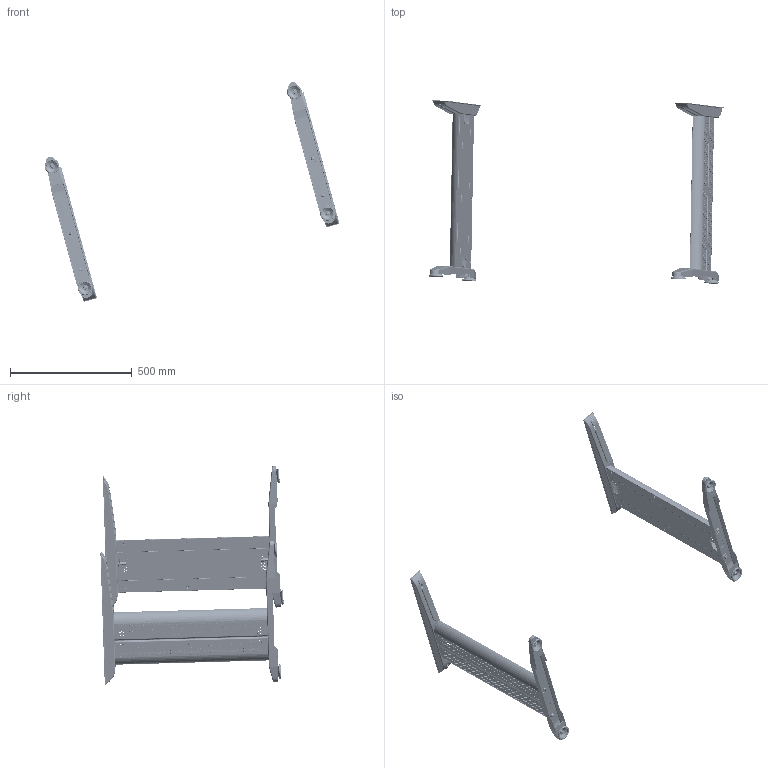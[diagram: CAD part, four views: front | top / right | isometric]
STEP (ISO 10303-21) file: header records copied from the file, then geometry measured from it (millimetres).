
FILE_DESCRIPTION(/* description */ (''),/* implementation_level */ '2;1');
FILE_NAME(/* name */ 'SB-A60X72-80.stp',/* time_stamp */ '2021-10-21T14:39:08+02:00',/* author */ ('SławomirO'),/* organization */ (''),/* preprocessor_version */ 'ST-DEVELOPER v18.1',/* originating_system */ 'Autodesk Inventor 2021',/* authorisation */ '');
FILE_SCHEMA (('AUTOMOTIVE_DESIGN { 1 0 10303 214 3 1 1 }'));
Products named in the file (9): SB-A60X72-80; SB-A60X72-80_L; SB-A60X72-80_R; SB-A60X72-80_1; SB-A60X72-80_2; SB-A60X72-80_3; ANSI B18.3.4M - M8 x 1.25 x 25, FHSBHCSM; ANSI B18.3.4M - M8 x 1.25 x 20, FHSBHCSM; ANSI B18.22M - 8 N
Assembly tree (32 placements, depth 3):
  SB-A60X72-80
    SB-A60X72-80_L
      SB-A60X72-80_1
      SB-A60X72-80_2
      ANSI B18.3.4M - M8 x 1.25 x 25, FHSBHCSM  x4
      ANSI B18.22M - 8 N  x6
      ANSI B18.3.4M - M8 x 1.25 x 20, FHSBHCSM  x2
      SB-A60X72-80_3
    SB-A60X72-80_R
      SB-A60X72-80_1
      SB-A60X72-80_2
      SB-A60X72-80_3
      ANSI B18.3.4M - M8 x 1.25 x 25, FHSBHCSM  x4
      ANSI B18.22M - 8 N  x6
      ANSI B18.3.4M - M8 x 1.25 x 20, FHSBHCSM  x2
Bounding box: 1211.5 x 751.87 x 902.31 mm (x, y, z)
Volume: 1555330.4 mm3; surface area: 2097058.4 mm2
Topology: 42 solids, 42 shells, 3246 faces, 12128 edges, 8552 vertices
Faces by surface type: cylinder 2236, plane 794, bspline 88, torus 72, cone 56
Full cylindrical faces by diameter (mm): 5 x1560, 6 x8, 8 x32, 8.5 x4, 8.9 x12, 9 x16, 10 x8, 14 x16, 18.8 x12, 45 x4, 59 x8, 61 x4
Entity records: 73272 total; most frequent: CARTESIAN_POINT 18215, ORIENTED_EDGE 11730, DIRECTION 11294, EDGE_CURVE 5865, AXIS2_PLACEMENT_3D 4534, VERTEX_POINT 4141, EDGE_LOOP 2964, CIRCLE 2964
